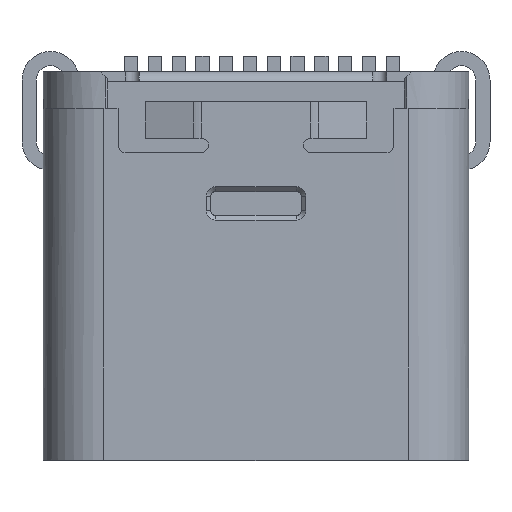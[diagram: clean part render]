
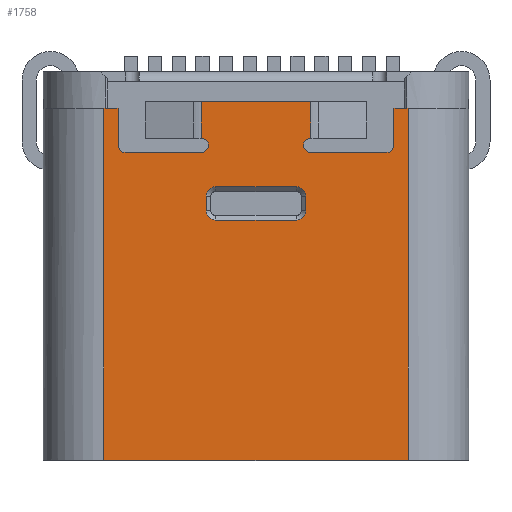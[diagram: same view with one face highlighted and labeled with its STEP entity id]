
A CAD part, top view. The second image highlights one B-rep face of the part: STEP entity #1758.
In plain terms, the highlighted planar face has unit normal (0, 0, 1).
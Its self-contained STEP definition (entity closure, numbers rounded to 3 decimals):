
#458=B_SPLINE_CURVE_WITH_KNOTS('',3,(#27642,#27643,#27644,#27645),
 .UNSPECIFIED.,.F.,.F.,(4,4),(0.,1.),.UNSPECIFIED.);
#459=B_SPLINE_CURVE_WITH_KNOTS('',3,(#27976,#27977,#27978,#27979),
 .UNSPECIFIED.,.F.,.F.,(4,4),(0.,1.),.UNSPECIFIED.);
#514=FACE_BOUND('',#3793,.T.);
#515=FACE_BOUND('',#3794,.T.);
#927=PLANE('',#18525);
#1758=ADVANCED_FACE('',(#514,#515),#927,.T.);
#3793=EDGE_LOOP('',(#7652,#7653,#7654,#7655,#7656,#7657,#7658,#7659,#7660,
#7661,#7662,#7663,#7664,#7665,#7666,#7667,#7668,#7669,#7670,#7671));
#3794=EDGE_LOOP('',(#7672,#7673,#7674,#7675,#7676,#7677,#7678,#7679));
#4423=CIRCLE('',#18496,0.15);
#4428=CIRCLE('',#18510,0.15);
#4429=CIRCLE('',#18512,0.15);
#4430=CIRCLE('',#18515,0.15);
#4431=CIRCLE('',#18519,0.15);
#4432=CIRCLE('',#18520,0.15);
#4433=CIRCLE('',#18521,0.2);
#4434=CIRCLE('',#18522,0.2);
#4435=CIRCLE('',#18523,0.2);
#4436=CIRCLE('',#18524,0.2);
#7652=ORIENTED_EDGE('',*,*,#12837,.T.);
#7653=ORIENTED_EDGE('',*,*,#12858,.T.);
#7654=ORIENTED_EDGE('',*,*,#12828,.F.);
#7655=ORIENTED_EDGE('',*,*,#12859,.F.);
#7656=ORIENTED_EDGE('',*,*,#12860,.F.);
#7657=ORIENTED_EDGE('',*,*,#12861,.F.);
#7658=ORIENTED_EDGE('',*,*,#12862,.F.);
#7659=ORIENTED_EDGE('',*,*,#12863,.F.);
#7660=ORIENTED_EDGE('',*,*,#12864,.T.);
#7661=ORIENTED_EDGE('',*,*,#12865,.T.);
#7662=ORIENTED_EDGE('',*,*,#11464,.F.);
#7663=ORIENTED_EDGE('',*,*,#11458,.T.);
#7664=ORIENTED_EDGE('',*,*,#12695,.T.);
#7665=ORIENTED_EDGE('',*,*,#12857,.F.);
#7666=ORIENTED_EDGE('',*,*,#12853,.F.);
#7667=ORIENTED_EDGE('',*,*,#12851,.F.);
#7668=ORIENTED_EDGE('',*,*,#12849,.F.);
#7669=ORIENTED_EDGE('',*,*,#12847,.F.);
#7670=ORIENTED_EDGE('',*,*,#12845,.F.);
#7671=ORIENTED_EDGE('',*,*,#12839,.T.);
#7672=ORIENTED_EDGE('',*,*,#12866,.T.);
#7673=ORIENTED_EDGE('',*,*,#12867,.F.);
#7674=ORIENTED_EDGE('',*,*,#12868,.T.);
#7675=ORIENTED_EDGE('',*,*,#12869,.F.);
#7676=ORIENTED_EDGE('',*,*,#12870,.T.);
#7677=ORIENTED_EDGE('',*,*,#12871,.F.);
#7678=ORIENTED_EDGE('',*,*,#12872,.T.);
#7679=ORIENTED_EDGE('',*,*,#12873,.F.);
#9799=VERTEX_POINT('',#24356);
#9800=VERTEX_POINT('',#24358);
#9804=VERTEX_POINT('',#24370);
#10598=VERTEX_POINT('',#27641);
#10686=VERTEX_POINT('',#27905);
#10687=VERTEX_POINT('',#27907);
#10691=VERTEX_POINT('',#27923);
#10692=VERTEX_POINT('',#27925);
#10693=VERTEX_POINT('',#27929);
#10695=VERTEX_POINT('',#27941);
#10696=VERTEX_POINT('',#27945);
#10697=VERTEX_POINT('',#27949);
#10698=VERTEX_POINT('',#27953);
#10699=VERTEX_POINT('',#27957);
#10701=VERTEX_POINT('',#27967);
#10702=VERTEX_POINT('',#27969);
#10703=VERTEX_POINT('',#27971);
#10704=VERTEX_POINT('',#27973);
#10705=VERTEX_POINT('',#27975);
#10706=VERTEX_POINT('',#27980);
#10707=VERTEX_POINT('',#27983);
#10708=VERTEX_POINT('',#27984);
#10709=VERTEX_POINT('',#27986);
#10710=VERTEX_POINT('',#27988);
#10711=VERTEX_POINT('',#27990);
#10712=VERTEX_POINT('',#27992);
#10713=VERTEX_POINT('',#27994);
#10714=VERTEX_POINT('',#27996);
#11458=EDGE_CURVE('',#9800,#9799,#13926,.T.);
#11464=EDGE_CURVE('',#9800,#9804,#13930,.T.);
#12695=EDGE_CURVE('',#9799,#10598,#458,.T.);
#12828=EDGE_CURVE('',#10686,#10687,#4423,.T.);
#12837=EDGE_CURVE('',#10692,#10691,#15027,.T.);
#12839=EDGE_CURVE('',#10693,#10692,#15028,.T.);
#12845=EDGE_CURVE('',#10693,#10695,#4428,.T.);
#12847=EDGE_CURVE('',#10695,#10696,#4429,.T.);
#12849=EDGE_CURVE('',#10696,#10697,#15035,.T.);
#12851=EDGE_CURVE('',#10697,#10698,#4430,.T.);
#12853=EDGE_CURVE('',#10698,#10699,#15038,.T.);
#12857=EDGE_CURVE('',#10699,#10598,#15042,.T.);
#12858=EDGE_CURVE('',#10691,#10687,#15043,.T.);
#12859=EDGE_CURVE('',#10701,#10686,#4431,.T.);
#12860=EDGE_CURVE('',#10702,#10701,#15044,.T.);
#12861=EDGE_CURVE('',#10703,#10702,#4432,.T.);
#12862=EDGE_CURVE('',#10704,#10703,#15045,.T.);
#12863=EDGE_CURVE('',#10705,#10704,#15046,.T.);
#12864=EDGE_CURVE('',#10705,#10706,#459,.T.);
#12865=EDGE_CURVE('',#10706,#9804,#15047,.T.);
#12866=EDGE_CURVE('',#10707,#10708,#15048,.T.);
#12867=EDGE_CURVE('',#10709,#10708,#4433,.T.);
#12868=EDGE_CURVE('',#10709,#10710,#15049,.T.);
#12869=EDGE_CURVE('',#10711,#10710,#4434,.T.);
#12870=EDGE_CURVE('',#10711,#10712,#15050,.T.);
#12871=EDGE_CURVE('',#10713,#10712,#4435,.T.);
#12872=EDGE_CURVE('',#10713,#10714,#15051,.T.);
#12873=EDGE_CURVE('',#10707,#10714,#4436,.T.);
#13926=LINE('',#24357,#15954);
#13930=LINE('',#24369,#15958);
#15027=LINE('',#27924,#17055);
#15028=LINE('',#27928,#17056);
#15035=LINE('',#27948,#17063);
#15038=LINE('',#27956,#17066);
#15042=LINE('',#27963,#17070);
#15043=LINE('',#27965,#17071);
#15044=LINE('',#27968,#17072);
#15045=LINE('',#27972,#17073);
#15046=LINE('',#27974,#17074);
#15047=LINE('',#27981,#17075);
#15048=LINE('',#27982,#17076);
#15049=LINE('',#27987,#17077);
#15050=LINE('',#27991,#17078);
#15051=LINE('',#27995,#17079);
#15954=VECTOR('',#19405,1.);
#15958=VECTOR('',#19417,1.);
#17055=VECTOR('',#21876,1.);
#17056=VECTOR('',#21881,1.);
#17063=VECTOR('',#21906,1.);
#17066=VECTOR('',#21915,1.);
#17070=VECTOR('',#21921,1.);
#17071=VECTOR('',#21924,1.);
#17072=VECTOR('',#21927,1.);
#17073=VECTOR('',#21930,1.);
#17074=VECTOR('',#21931,1.);
#17075=VECTOR('',#21932,1.);
#17076=VECTOR('',#21933,1.);
#17077=VECTOR('',#21936,1.);
#17078=VECTOR('',#21939,1.);
#17079=VECTOR('',#21942,1.);
#18496=AXIS2_PLACEMENT_3D('',#27906,#21856,#21857);
#18510=AXIS2_PLACEMENT_3D('',#27940,#21896,#21897);
#18512=AXIS2_PLACEMENT_3D('',#27944,#21901,#21902);
#18515=AXIS2_PLACEMENT_3D('',#27952,#21910,#21911);
#18519=AXIS2_PLACEMENT_3D('',#27966,#21925,#21926);
#18520=AXIS2_PLACEMENT_3D('',#27970,#21928,#21929);
#18521=AXIS2_PLACEMENT_3D('',#27985,#21934,#21935);
#18522=AXIS2_PLACEMENT_3D('',#27989,#21937,#21938);
#18523=AXIS2_PLACEMENT_3D('',#27993,#21940,#21941);
#18524=AXIS2_PLACEMENT_3D('',#27997,#21943,#21944);
#18525=AXIS2_PLACEMENT_3D('',#27998,#21945,#21946);
#19405=DIRECTION('',(0.,1.,0.));
#19417=DIRECTION('',(-1.,0.,0.));
#21856=DIRECTION('',(0.,0.,1.));
#21857=DIRECTION('',(1.,0.,0.));
#21876=DIRECTION('',(-1.,0.,0.));
#21881=DIRECTION('',(0.,1.,0.));
#21896=DIRECTION('',(0.,0.,1.));
#21897=DIRECTION('',(0.,1.,0.));
#21901=DIRECTION('',(0.,0.,1.));
#21902=DIRECTION('',(-1.,0.,0.));
#21906=DIRECTION('',(1.,0.,0.));
#21910=DIRECTION('',(0.,0.,1.));
#21911=DIRECTION('',(0.,-1.,0.));
#21915=DIRECTION('',(0.,1.,0.));
#21921=DIRECTION('',(1.,0.,0.));
#21924=DIRECTION('',(0.,-1.,0.));
#21925=DIRECTION('',(0.,0.,1.));
#21926=DIRECTION('',(0.,-1.,0.));
#21927=DIRECTION('',(1.,0.,0.));
#21928=DIRECTION('',(0.,0.,1.));
#21929=DIRECTION('',(-1.,0.,0.));
#21930=DIRECTION('',(0.,-1.,0.));
#21931=DIRECTION('',(1.,0.,0.));
#21932=DIRECTION('',(0.,-1.,0.));
#21933=DIRECTION('',(-1.,0.,0.));
#21934=DIRECTION('',(0.,0.,1.));
#21935=DIRECTION('',(-1.,0.,0.));
#21936=DIRECTION('',(0.,1.,0.));
#21937=DIRECTION('',(0.,0.,1.));
#21938=DIRECTION('',(0.,1.,0.));
#21939=DIRECTION('',(1.,0.,0.));
#21940=DIRECTION('',(0.,0.,1.));
#21941=DIRECTION('',(1.,0.,0.));
#21942=DIRECTION('',(0.,-1.,0.));
#21943=DIRECTION('',(0.,0.,1.));
#21944=DIRECTION('',(0.,-1.,0.));
#21945=DIRECTION('',(0.,0.,1.));
#21946=DIRECTION('',(1.,0.,0.));
#24356=CARTESIAN_POINT('',(3.2,3.315,3.246));
#24357=CARTESIAN_POINT('',(3.2,-4.085,3.246));
#24358=CARTESIAN_POINT('',(3.2,-4.085,3.246));
#24369=CARTESIAN_POINT('',(3.2,-4.085,3.246));
#24370=CARTESIAN_POINT('',(-3.2,-4.085,3.246));
#27641=CARTESIAN_POINT('',(3.171,3.315,3.246));
#27642=CARTESIAN_POINT('',(3.2,3.315,3.246));
#27643=CARTESIAN_POINT('',(3.19,3.315,3.246));
#27644=CARTESIAN_POINT('',(3.181,3.315,3.246));
#27645=CARTESIAN_POINT('',(3.171,3.315,3.246));
#27905=CARTESIAN_POINT('',(-1.,2.535,3.246));
#27906=CARTESIAN_POINT('',(-1.15,2.535,3.246));
#27907=CARTESIAN_POINT('',(-1.15,2.685,3.246));
#27923=CARTESIAN_POINT('',(-1.15,3.455,3.246));
#27924=CARTESIAN_POINT('',(1.15,3.455,3.246));
#27925=CARTESIAN_POINT('',(1.15,3.455,3.246));
#27928=CARTESIAN_POINT('',(1.15,2.685,3.246));
#27929=CARTESIAN_POINT('',(1.15,2.685,3.246));
#27940=CARTESIAN_POINT('',(1.15,2.535,3.246));
#27941=CARTESIAN_POINT('',(1.,2.535,3.246));
#27944=CARTESIAN_POINT('',(1.15,2.535,3.246));
#27945=CARTESIAN_POINT('',(1.15,2.385,3.246));
#27948=CARTESIAN_POINT('',(1.15,2.385,3.246));
#27949=CARTESIAN_POINT('',(2.75,2.385,3.246));
#27952=CARTESIAN_POINT('',(2.75,2.535,3.246));
#27953=CARTESIAN_POINT('',(2.9,2.535,3.246));
#27956=CARTESIAN_POINT('',(2.9,2.535,3.246));
#27957=CARTESIAN_POINT('',(2.9,3.315,3.246));
#27963=CARTESIAN_POINT('',(3.2,3.315,3.246));
#27965=CARTESIAN_POINT('',(-1.15,3.455,3.246));
#27966=CARTESIAN_POINT('',(-1.15,2.535,3.246));
#27967=CARTESIAN_POINT('',(-1.15,2.385,3.246));
#27968=CARTESIAN_POINT('',(-2.75,2.385,3.246));
#27969=CARTESIAN_POINT('',(-2.75,2.385,3.246));
#27970=CARTESIAN_POINT('',(-2.75,2.535,3.246));
#27971=CARTESIAN_POINT('',(-2.9,2.535,3.246));
#27972=CARTESIAN_POINT('',(-2.9,3.315,3.246));
#27973=CARTESIAN_POINT('',(-2.9,3.315,3.246));
#27974=CARTESIAN_POINT('',(-3.2,3.315,3.246));
#27975=CARTESIAN_POINT('',(-3.171,3.315,3.246));
#27976=CARTESIAN_POINT('',(-3.171,3.315,3.246));
#27977=CARTESIAN_POINT('',(-3.181,3.315,3.246));
#27978=CARTESIAN_POINT('',(-3.19,3.315,3.246));
#27979=CARTESIAN_POINT('',(-3.2,3.315,3.246));
#27980=CARTESIAN_POINT('',(-3.2,3.315,3.246));
#27981=CARTESIAN_POINT('',(-3.2,3.915,3.246));
#27982=CARTESIAN_POINT('',(0.85,0.965,3.246));
#27983=CARTESIAN_POINT('',(0.85,0.965,3.246));
#27984=CARTESIAN_POINT('',(-0.85,0.965,3.246));
#27985=CARTESIAN_POINT('',(-0.85,1.165,3.246));
#27986=CARTESIAN_POINT('',(-1.05,1.165,3.246));
#27987=CARTESIAN_POINT('',(-1.05,1.165,3.246));
#27988=CARTESIAN_POINT('',(-1.05,1.465,3.246));
#27989=CARTESIAN_POINT('',(-0.85,1.465,3.246));
#27990=CARTESIAN_POINT('',(-0.85,1.665,3.246));
#27991=CARTESIAN_POINT('',(-0.85,1.665,3.246));
#27992=CARTESIAN_POINT('',(0.85,1.665,3.246));
#27993=CARTESIAN_POINT('',(0.85,1.465,3.246));
#27994=CARTESIAN_POINT('',(1.05,1.465,3.246));
#27995=CARTESIAN_POINT('',(1.05,1.465,3.246));
#27996=CARTESIAN_POINT('',(1.05,1.165,3.246));
#27997=CARTESIAN_POINT('',(0.85,1.165,3.246));
#27998=CARTESIAN_POINT('',(-3.2,3.915,3.246));
